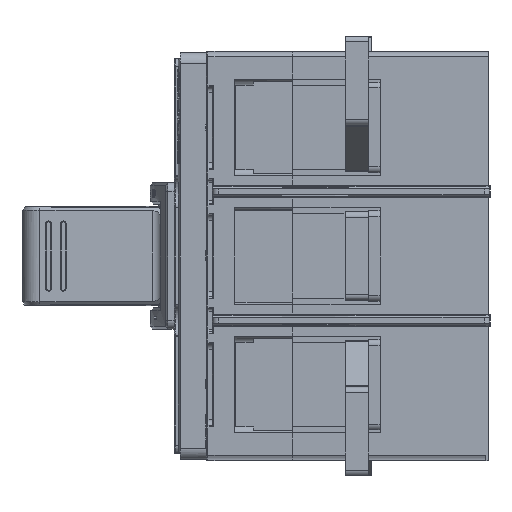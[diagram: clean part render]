
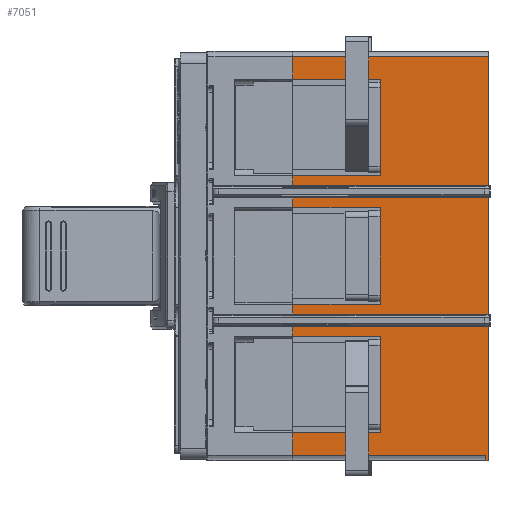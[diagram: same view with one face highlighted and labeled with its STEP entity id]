
A CAD part, left-side view. The second image highlights one B-rep face of the part: STEP entity #7051.
In plain terms, the highlighted planar face has unit normal (-1, 0, 0).
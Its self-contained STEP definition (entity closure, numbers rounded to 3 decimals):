
#7051=ADVANCED_FACE('',(#12014),#9255,.T.);
#9255=PLANE('',#60852);
#12014=FACE_OUTER_BOUND('',#15313,.T.);
#15313=EDGE_LOOP('',(#28865,#28866,#28867,#28868,#28869,#28870,#28871,#28872,
#28873,#28874,#28875,#28876,#28877,#28878,#28879,#28880,#28881,#28882,#28883,
#28884,#28885,#28886,#28887,#28888,#28889,#28890));
#28865=ORIENTED_EDGE('',*,*,#44083,.T.);
#28866=ORIENTED_EDGE('',*,*,#44110,.F.);
#28867=ORIENTED_EDGE('',*,*,#44111,.T.);
#28868=ORIENTED_EDGE('',*,*,#44112,.T.);
#28869=ORIENTED_EDGE('',*,*,#44113,.T.);
#28870=ORIENTED_EDGE('',*,*,#44114,.T.);
#28871=ORIENTED_EDGE('',*,*,#44115,.T.);
#28872=ORIENTED_EDGE('',*,*,#44116,.T.);
#28873=ORIENTED_EDGE('',*,*,#44086,.F.);
#28874=ORIENTED_EDGE('',*,*,#44117,.F.);
#28875=ORIENTED_EDGE('',*,*,#44118,.T.);
#28876=ORIENTED_EDGE('',*,*,#44119,.T.);
#28877=ORIENTED_EDGE('',*,*,#44120,.T.);
#28878=ORIENTED_EDGE('',*,*,#44121,.T.);
#28879=ORIENTED_EDGE('',*,*,#44122,.T.);
#28880=ORIENTED_EDGE('',*,*,#44123,.T.);
#28881=ORIENTED_EDGE('',*,*,#44090,.F.);
#28882=ORIENTED_EDGE('',*,*,#44124,.F.);
#28883=ORIENTED_EDGE('',*,*,#44125,.T.);
#28884=ORIENTED_EDGE('',*,*,#44126,.T.);
#28885=ORIENTED_EDGE('',*,*,#44127,.T.);
#28886=ORIENTED_EDGE('',*,*,#44128,.T.);
#28887=ORIENTED_EDGE('',*,*,#44129,.T.);
#28888=ORIENTED_EDGE('',*,*,#44130,.T.);
#28889=ORIENTED_EDGE('',*,*,#44098,.F.);
#28890=ORIENTED_EDGE('',*,*,#44131,.T.);
#36548=VERTEX_POINT('',#99101);
#36555=VERTEX_POINT('',#99114);
#36558=VERTEX_POINT('',#99122);
#36559=VERTEX_POINT('',#99123);
#36562=VERTEX_POINT('',#99131);
#36563=VERTEX_POINT('',#99132);
#36570=VERTEX_POINT('',#99149);
#36571=VERTEX_POINT('',#99150);
#36582=VERTEX_POINT('',#99176);
#36583=VERTEX_POINT('',#99178);
#36584=VERTEX_POINT('',#99180);
#36585=VERTEX_POINT('',#99182);
#36586=VERTEX_POINT('',#99184);
#36587=VERTEX_POINT('',#99186);
#36588=VERTEX_POINT('',#99189);
#36589=VERTEX_POINT('',#99191);
#36590=VERTEX_POINT('',#99193);
#36591=VERTEX_POINT('',#99195);
#36592=VERTEX_POINT('',#99197);
#36593=VERTEX_POINT('',#99199);
#36594=VERTEX_POINT('',#99202);
#36595=VERTEX_POINT('',#99204);
#36596=VERTEX_POINT('',#99206);
#36597=VERTEX_POINT('',#99208);
#36598=VERTEX_POINT('',#99210);
#36599=VERTEX_POINT('',#99212);
#44083=EDGE_CURVE('',#36548,#36555,#50127,.T.);
#44086=EDGE_CURVE('',#36558,#36559,#50128,.T.);
#44090=EDGE_CURVE('',#36562,#36563,#50131,.T.);
#44098=EDGE_CURVE('',#36570,#36571,#50137,.T.);
#44110=EDGE_CURVE('',#36582,#36555,#50146,.T.);
#44111=EDGE_CURVE('',#36582,#36583,#50147,.T.);
#44112=EDGE_CURVE('',#36583,#36584,#50148,.T.);
#44113=EDGE_CURVE('',#36584,#36585,#50149,.T.);
#44114=EDGE_CURVE('',#36585,#36586,#50150,.T.);
#44115=EDGE_CURVE('',#36586,#36587,#50151,.T.);
#44116=EDGE_CURVE('',#36587,#36559,#50152,.T.);
#44117=EDGE_CURVE('',#36588,#36558,#50153,.T.);
#44118=EDGE_CURVE('',#36588,#36589,#50154,.T.);
#44119=EDGE_CURVE('',#36589,#36590,#50155,.T.);
#44120=EDGE_CURVE('',#36590,#36591,#50156,.T.);
#44121=EDGE_CURVE('',#36591,#36592,#50157,.T.);
#44122=EDGE_CURVE('',#36592,#36593,#50158,.T.);
#44123=EDGE_CURVE('',#36593,#36563,#50159,.T.);
#44124=EDGE_CURVE('',#36594,#36562,#50160,.T.);
#44125=EDGE_CURVE('',#36594,#36595,#50161,.T.);
#44126=EDGE_CURVE('',#36595,#36596,#50162,.T.);
#44127=EDGE_CURVE('',#36596,#36597,#50163,.T.);
#44128=EDGE_CURVE('',#36597,#36598,#50164,.T.);
#44129=EDGE_CURVE('',#36598,#36599,#50165,.T.);
#44130=EDGE_CURVE('',#36599,#36571,#50166,.T.);
#44131=EDGE_CURVE('',#36570,#36548,#50167,.T.);
#50127=LINE('',#99115,#55936);
#50128=LINE('',#99121,#55937);
#50131=LINE('',#99130,#55940);
#50137=LINE('',#99148,#55946);
#50146=LINE('',#99175,#55955);
#50147=LINE('',#99177,#55956);
#50148=LINE('',#99179,#55957);
#50149=LINE('',#99181,#55958);
#50150=LINE('',#99183,#55959);
#50151=LINE('',#99185,#55960);
#50152=LINE('',#99187,#55961);
#50153=LINE('',#99188,#55962);
#50154=LINE('',#99190,#55963);
#50155=LINE('',#99192,#55964);
#50156=LINE('',#99194,#55965);
#50157=LINE('',#99196,#55966);
#50158=LINE('',#99198,#55967);
#50159=LINE('',#99200,#55968);
#50160=LINE('',#99201,#55969);
#50161=LINE('',#99203,#55970);
#50162=LINE('',#99205,#55971);
#50163=LINE('',#99207,#55972);
#50164=LINE('',#99209,#55973);
#50165=LINE('',#99211,#55974);
#50166=LINE('',#99213,#55975);
#50167=LINE('',#99214,#55976);
#55936=VECTOR('',#73466,1.);
#55937=VECTOR('',#73473,1.);
#55940=VECTOR('',#73480,1.);
#55946=VECTOR('',#73494,1.);
#55955=VECTOR('',#73515,1.);
#55956=VECTOR('',#73516,1.);
#55957=VECTOR('',#73517,1.);
#55958=VECTOR('',#73518,1.);
#55959=VECTOR('',#73519,1.);
#55960=VECTOR('',#73520,1.);
#55961=VECTOR('',#73521,1.);
#55962=VECTOR('',#73522,1.);
#55963=VECTOR('',#73523,1.);
#55964=VECTOR('',#73524,1.);
#55965=VECTOR('',#73525,1.);
#55966=VECTOR('',#73526,1.);
#55967=VECTOR('',#73527,1.);
#55968=VECTOR('',#73528,1.);
#55969=VECTOR('',#73529,1.);
#55970=VECTOR('',#73530,1.);
#55971=VECTOR('',#73531,1.);
#55972=VECTOR('',#73532,1.);
#55973=VECTOR('',#73533,1.);
#55974=VECTOR('',#73534,1.);
#55975=VECTOR('',#73535,1.);
#55976=VECTOR('',#73536,1.);
#60852=AXIS2_PLACEMENT_3D('',#99215,#73537,#73538);
#73466=DIRECTION('',(0.,0.,1.));
#73473=DIRECTION('',(0.,0.,1.));
#73480=DIRECTION('',(0.,0.,1.));
#73494=DIRECTION('',(0.,0.,1.));
#73515=DIRECTION('',(0.,-1.,0.));
#73516=DIRECTION('',(0.,0.,-1.));
#73517=DIRECTION('',(0.,-1.,0.));
#73518=DIRECTION('',(0.,0.,-1.));
#73519=DIRECTION('',(0.,1.,0.));
#73520=DIRECTION('',(0.,0.,-1.));
#73521=DIRECTION('',(0.,-1.,0.));
#73522=DIRECTION('',(0.,-1.,0.));
#73523=DIRECTION('',(0.,0.,-1.));
#73524=DIRECTION('',(0.,-1.,0.));
#73525=DIRECTION('',(0.,0.,-1.));
#73526=DIRECTION('',(0.,1.,0.));
#73527=DIRECTION('',(0.,0.,-1.));
#73528=DIRECTION('',(0.,-1.,0.));
#73529=DIRECTION('',(0.,-1.,0.));
#73530=DIRECTION('',(0.,0.,-1.));
#73531=DIRECTION('',(0.,-1.,0.));
#73532=DIRECTION('',(0.,0.,-1.));
#73533=DIRECTION('',(0.,1.,0.));
#73534=DIRECTION('',(0.,0.,-1.));
#73535=DIRECTION('',(0.,-1.,0.));
#73536=DIRECTION('',(0.,-1.,0.));
#73537=DIRECTION('',(-1.,0.,0.));
#73538=DIRECTION('',(0.,0.,1.));
#99101=CARTESIAN_POINT('',(0.,0.,-140.));
#99114=CARTESIAN_POINT('',(0.,0.,-1.75));
#99115=CARTESIAN_POINT('',(0.,0.,-140.));
#99121=CARTESIAN_POINT('',(0.,1.,-140.));
#99122=CARTESIAN_POINT('',(0.,1.,-49.75));
#99123=CARTESIAN_POINT('',(0.,1.,-46.25));
#99130=CARTESIAN_POINT('',(0.,1.,-140.));
#99131=CARTESIAN_POINT('',(0.,1.,-93.75));
#99132=CARTESIAN_POINT('',(0.,1.,-90.25));
#99148=CARTESIAN_POINT('',(0.,1.,-140.));
#99149=CARTESIAN_POINT('',(0.,1.,-140.));
#99150=CARTESIAN_POINT('',(0.,1.,-138.25));
#99175=CARTESIAN_POINT('',(0.,67.,-1.75));
#99176=CARTESIAN_POINT('',(0.,67.,-1.75));
#99177=CARTESIAN_POINT('',(0.,67.,-1.75));
#99178=CARTESIAN_POINT('',(0.,67.,-9.5));
#99179=CARTESIAN_POINT('',(0.,67.,-9.5));
#99180=CARTESIAN_POINT('',(0.,37.,-9.5));
#99181=CARTESIAN_POINT('',(0.,37.,-9.5));
#99182=CARTESIAN_POINT('',(0.,37.,-42.5));
#99183=CARTESIAN_POINT('',(0.,37.,-42.5));
#99184=CARTESIAN_POINT('',(0.,67.,-42.5));
#99185=CARTESIAN_POINT('',(0.,67.,-42.5));
#99186=CARTESIAN_POINT('',(0.,67.,-46.25));
#99187=CARTESIAN_POINT('',(0.,67.,-46.25));
#99188=CARTESIAN_POINT('',(0.,67.,-49.75));
#99189=CARTESIAN_POINT('',(0.,67.,-49.75));
#99190=CARTESIAN_POINT('',(0.,67.,-49.75));
#99191=CARTESIAN_POINT('',(0.,67.,-53.5));
#99192=CARTESIAN_POINT('',(0.,67.,-53.5));
#99193=CARTESIAN_POINT('',(0.,37.,-53.5));
#99194=CARTESIAN_POINT('',(0.,37.,-53.5));
#99195=CARTESIAN_POINT('',(0.,37.,-86.5));
#99196=CARTESIAN_POINT('',(0.,37.,-86.5));
#99197=CARTESIAN_POINT('',(0.,67.,-86.5));
#99198=CARTESIAN_POINT('',(0.,67.,-86.5));
#99199=CARTESIAN_POINT('',(0.,67.,-90.25));
#99200=CARTESIAN_POINT('',(0.,67.,-90.25));
#99201=CARTESIAN_POINT('',(0.,67.,-93.75));
#99202=CARTESIAN_POINT('',(0.,67.,-93.75));
#99203=CARTESIAN_POINT('',(0.,67.,-93.75));
#99204=CARTESIAN_POINT('',(0.,67.,-97.5));
#99205=CARTESIAN_POINT('',(0.,67.,-97.5));
#99206=CARTESIAN_POINT('',(0.,37.,-97.5));
#99207=CARTESIAN_POINT('',(0.,37.,-97.5));
#99208=CARTESIAN_POINT('',(0.,37.,-130.5));
#99209=CARTESIAN_POINT('',(0.,37.,-130.5));
#99210=CARTESIAN_POINT('',(0.,67.,-130.5));
#99211=CARTESIAN_POINT('',(0.,67.,-130.5));
#99212=CARTESIAN_POINT('',(0.,67.,-138.25));
#99213=CARTESIAN_POINT('',(0.,67.,-138.25));
#99214=CARTESIAN_POINT('',(0.,0.5,-140.));
#99215=CARTESIAN_POINT('',(0.,0.5,-140.));
